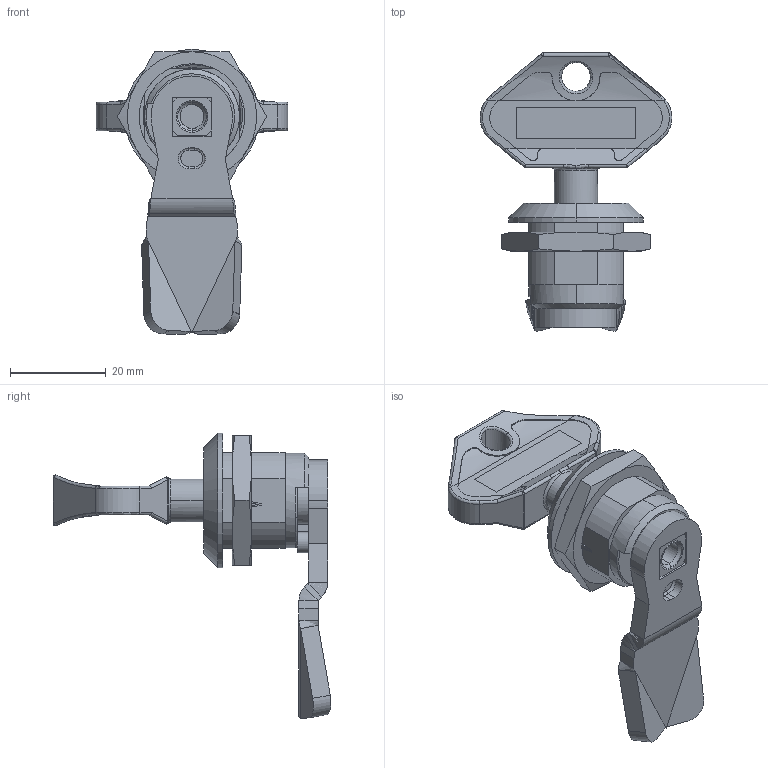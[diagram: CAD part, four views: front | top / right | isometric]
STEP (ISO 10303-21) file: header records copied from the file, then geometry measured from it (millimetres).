
FILE_DESCRIPTION (( 'STEP AP203' ), '1' );
FILE_NAME ('1.26.21.0003-serratura-asportabili-Milper.STEP', '2019-05-02T09:02:02', ( '' ), ( '' ), 'SwSTEP 2.0', 'SolidWorks 2019', '' );
FILE_SCHEMA (( 'CONFIG_CONTROL_DESIGN' ));
Length unit declared in the file: millimetre
Products named in the file (1): 1.26.21.0003-serratura-asportabili-Milper
Bounding box: 40 x 57.98 x 59.51 mm (x, y, z)
Surface area: 13466.4 mm2 (no closed solid volume)
Topology: 0 solids, 8 shells, 455 faces, 1162 edges, 732 vertices
Faces by surface type: plane 252, cylinder 120, bspline 62, cone 21
Entity records: 18987 total; most frequent: CARTESIAN_POINT 8533, ORIENTED_EDGE 2288, DIRECTION 1956, EDGE_CURVE 1150, VERTEX_POINT 732, VECTOR 726, LINE 726, AXIS2_PLACEMENT_3D 615
